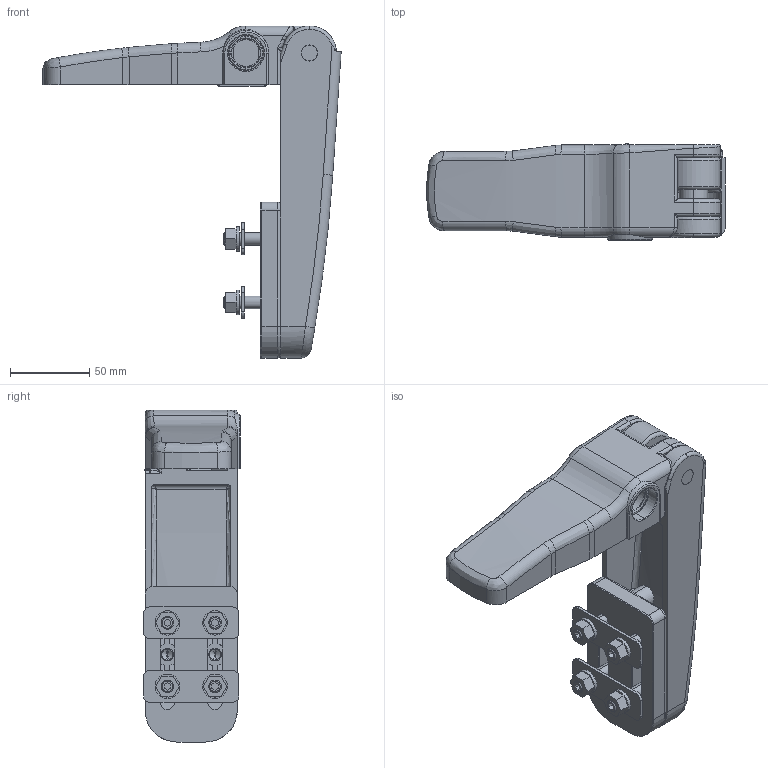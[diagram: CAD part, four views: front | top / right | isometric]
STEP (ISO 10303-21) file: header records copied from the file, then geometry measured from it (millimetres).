
FILE_DESCRIPTION (( 'STEP AP203' ), '1' );
FILE_NAME ('sone3D.STEP', '2014-10-17T06:34:11', ( '' ), ( '' ), 'SwSTEP 2.0', 'SolidWorks 2012', '' );
FILE_SCHEMA (( 'CONFIG_CONTROL_DESIGN' ));
Length unit declared in the file: millimetre
Products named in the file (17): sone3D; 廫帤寠晅側傋彫偹偠M4_M4亊8; 廫帤寠晅嶮偹偠M5_M5亊10; 槭暌獉嵋詭; c-1594n-r_cover; C-1594N-R_M8spwsh_; C-1594N-R_M8hexnut_; C-1594N-R_M8×50bolt__公開用; C-1594N-R_washer_; C-1594N-R_spacer packing_; C-1594N-R_spacer_; C-1594N-R_cylinderguard_; C-1594N-R_cylinderlock_; C-1594N-R_coller_; C-1594N-R_shaft_; C-1594N-R_front guard_; C-1594NJ-R_base_
Assembly tree (29 placements, depth 2):
  sone3D
    C-1594NJ-R_base_
    C-1594N-R_front guard_
    C-1594N-R_shaft_
    C-1594N-R_coller_
    C-1594N-R_cylinderlock_
    C-1594N-R_cylinderguard_
    C-1594N-R_spacer_
    C-1594N-R_spacer packing_
    C-1594N-R_washer_  x2
    C-1594N-R_M8×50bolt__公開用  x4
    C-1594N-R_M8hexnut_  x4
    C-1594N-R_M8spwsh_  x4
    c-1594n-r_cover
    槭暌獉嵋詭
    廫帤寠晅嶮偹偠M5_M5亊10  x4
    廫帤寠晅側傋彫偹偠M4_M4亊8
Bounding box: 187.85 x 61 x 209 mm (x, y, z)
Volume: 376420.5 mm3; surface area: 156963.3 mm2
Topology: 29 solids, 29 shells, 1041 faces, 2528 edges, 1534 vertices
Faces by surface type: plane 408, cylinder 380, cone 121, torus 61, bspline 53, sphere 18
Entity records: 30199 total; most frequent: CARTESIAN_POINT 8337, DIRECTION 4276, ORIENTED_EDGE 4038, EDGE_CURVE 2019, AXIS2_PLACEMENT_3D 1636, VERTEX_POINT 1247, LINE 1004, VECTOR 1004
